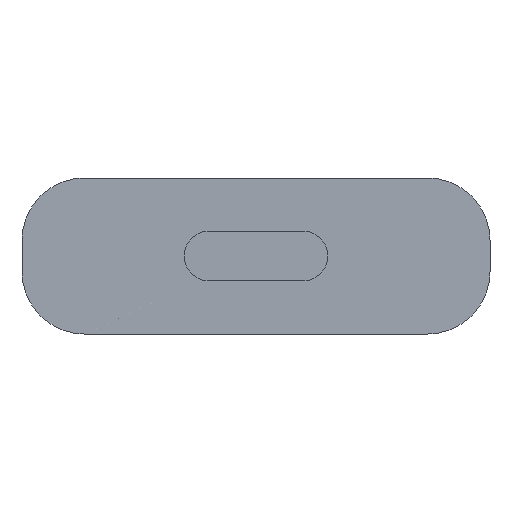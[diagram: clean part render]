
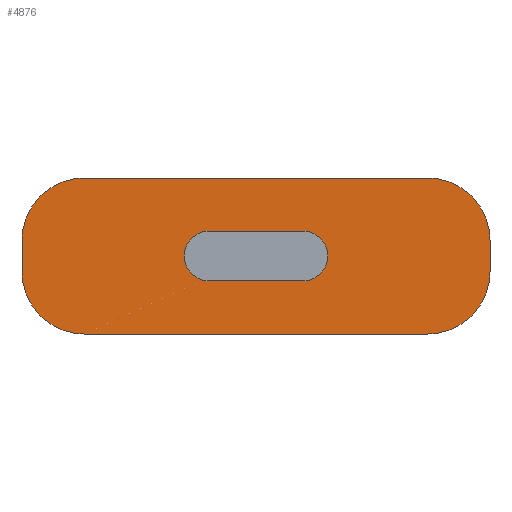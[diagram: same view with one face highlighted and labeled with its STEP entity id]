
A CAD part, left-side view. The second image highlights one B-rep face of the part: STEP entity #4876.
In plain terms, the highlighted planar face has unit normal (-1, 0, 0).
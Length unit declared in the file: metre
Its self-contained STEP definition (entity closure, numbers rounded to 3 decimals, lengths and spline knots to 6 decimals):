
#43=CIRCLE('',#5164,0.004);
#44=CIRCLE('',#5165,0.004);
#45=CIRCLE('',#5166,0.004);
#46=CIRCLE('',#5167,0.004);
#63=ORIENTED_EDGE('',*,*,#1515,.T.);
#64=ORIENTED_EDGE('',*,*,#1516,.T.);
#65=ORIENTED_EDGE('',*,*,#1517,.T.);
#66=ORIENTED_EDGE('',*,*,#1518,.T.);
#67=ORIENTED_EDGE('',*,*,#1519,.F.);
#68=ORIENTED_EDGE('',*,*,#1520,.T.);
#69=ORIENTED_EDGE('',*,*,#1521,.F.);
#70=ORIENTED_EDGE('',*,*,#1522,.T.);
#1515=EDGE_CURVE('',#2241,#2242,#2725,.T.);
#1516=EDGE_CURVE('',#2242,#2243,#43,.F.);
#1517=EDGE_CURVE('',#2243,#2244,#2726,.T.);
#1518=EDGE_CURVE('',#2244,#2245,#44,.F.);
#1519=EDGE_CURVE('',#2246,#2245,#2727,.T.);
#1520=EDGE_CURVE('',#2246,#2247,#45,.F.);
#1521=EDGE_CURVE('',#2248,#2247,#2728,.T.);
#1522=EDGE_CURVE('',#2248,#2241,#46,.F.);
#2241=VERTEX_POINT('',#6673);
#2242=VERTEX_POINT('',#6674);
#2243=VERTEX_POINT('',#6676);
#2244=VERTEX_POINT('',#6678);
#2245=VERTEX_POINT('',#6680);
#2246=VERTEX_POINT('',#6682);
#2247=VERTEX_POINT('',#6684);
#2248=VERTEX_POINT('',#6686);
#2725=LINE('',#6672,#3423);
#2726=LINE('',#6677,#3424);
#2727=LINE('',#6681,#3425);
#2728=LINE('',#6685,#3426);
#3423=VECTOR('',#5436,1.);
#3424=VECTOR('',#5439,1.);
#3425=VECTOR('',#5442,1.);
#3426=VECTOR('',#5445,1.);
#4121=EDGE_LOOP('',(#63,#64,#65,#66,#67,#68,#69,#70));
#4379=FACE_BOUND('',#4121,.T.);
#4637=PLANE('',#5163);
#4876=ADVANCED_FACE('',(#4379),#4637,.F.);
#5163=AXIS2_PLACEMENT_3D('',#6671,#5434,#5435);
#5164=AXIS2_PLACEMENT_3D('',#6675,#5437,#5438);
#5165=AXIS2_PLACEMENT_3D('',#6679,#5440,#5441);
#5166=AXIS2_PLACEMENT_3D('',#6683,#5443,#5444);
#5167=AXIS2_PLACEMENT_3D('',#6687,#5446,#5447);
#5434=DIRECTION('',(1.,0.,0.));
#5435=DIRECTION('',(0.,0.,-1.));
#5436=DIRECTION('',(0.,0.,-1.));
#5437=DIRECTION('',(1.,0.,0.));
#5438=DIRECTION('',(0.,0.,-1.));
#5439=DIRECTION('',(0.,-1.,0.));
#5440=DIRECTION('',(1.,0.,0.));
#5441=DIRECTION('',(0.,0.,-1.));
#5442=DIRECTION('',(0.,0.,-1.));
#5443=DIRECTION('',(1.,0.,0.));
#5444=DIRECTION('',(0.,0.,-1.));
#5445=DIRECTION('',(0.,-1.,0.));
#5446=DIRECTION('',(1.,0.,0.));
#5447=DIRECTION('',(0.,0.,-1.));
#6671=CARTESIAN_POINT('',(-0.02,0.009585,0.0008));
#6672=CARTESIAN_POINT('',(-0.02,0.015,0.0008));
#6673=CARTESIAN_POINT('',(-0.02,0.015,0.006));
#6674=CARTESIAN_POINT('',(-0.02,0.015,0.004));
#6675=CARTESIAN_POINT('',(-0.02,0.011,0.004));
#6676=CARTESIAN_POINT('',(-0.02,0.011,0.));
#6677=CARTESIAN_POINT('',(-0.02,0.009585,0.));
#6678=CARTESIAN_POINT('',(-0.02,-0.011,0.));
#6679=CARTESIAN_POINT('',(-0.02,-0.011,0.004));
#6680=CARTESIAN_POINT('',(-0.02,-0.015,0.004));
#6681=CARTESIAN_POINT('',(-0.02,-0.015,0.0008));
#6682=CARTESIAN_POINT('',(-0.02,-0.015,0.006));
#6683=CARTESIAN_POINT('',(-0.02,-0.011,0.006));
#6684=CARTESIAN_POINT('',(-0.02,-0.011,0.01));
#6685=CARTESIAN_POINT('',(-0.02,0.009585,0.01));
#6686=CARTESIAN_POINT('',(-0.02,0.011,0.01));
#6687=CARTESIAN_POINT('',(-0.02,0.011,0.006));
